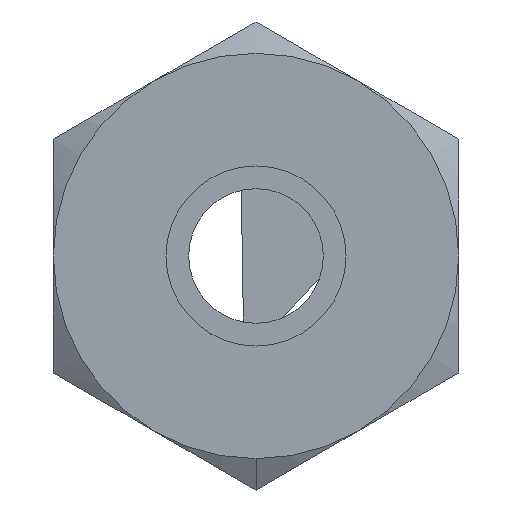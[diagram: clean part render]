
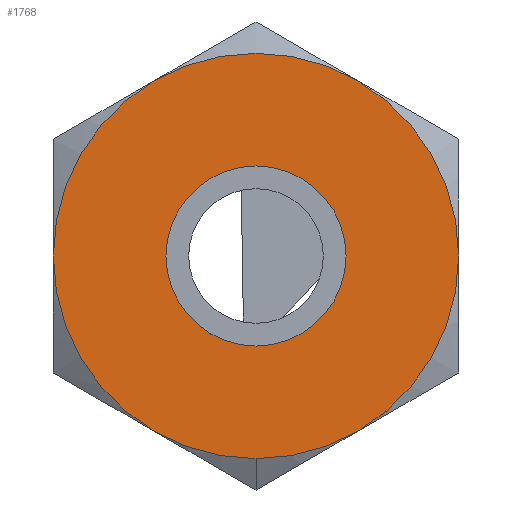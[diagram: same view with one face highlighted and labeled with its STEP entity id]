
A CAD part, left-side view. The second image highlights one B-rep face of the part: STEP entity #1768.
In plain terms, the highlighted planar face has unit normal (-1, 0, 0).
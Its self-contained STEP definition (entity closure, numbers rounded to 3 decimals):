
#1276 = EDGE_CURVE ( 'NONE', #11886, #9424, #17193, .T. ) ;
#1703 = ORIENTED_EDGE ( 'NONE', *, *, #1276, .T. ) ;
#1718 = EDGE_LOOP ( 'NONE', ( #1791, #1788 ) ) ;
#1720 = EDGE_LOOP ( 'NONE', ( #1703, #1844 ) ) ;
#1768 = ADVANCED_FACE ( 'NONE', ( #17357, #17353 ), #17356, .T. ) ;
#1785 = EDGE_CURVE ( 'NONE', #9424, #11886, #17354, .T. ) ;
#1786 = EDGE_CURVE ( 'NONE', #22343, #22543, #17388, .T. ) ;
#1788 = ORIENTED_EDGE ( 'NONE', *, *, #22595, .T. ) ;
#1791 = ORIENTED_EDGE ( 'NONE', *, *, #1786, .T. ) ;
#1844 = ORIENTED_EDGE ( 'NONE', *, *, #1785, .T. ) ;
#3076 = CARTESIAN_POINT ( 'NONE',  ( 0., 0., -7.144 ) ) ;
#3166 = CARTESIAN_POINT ( 'NONE',  ( 0., 0., 7.144 ) ) ;
#4484 = CIRCLE ( 'NONE', #4582, 3.175 ) ;
#4488 = CARTESIAN_POINT ( 'NONE',  ( 0., 0., 3.175 ) ) ;
#4502 = CARTESIAN_POINT ( 'NONE',  ( 0., 0., -3.175 ) ) ;
#4579 = DIRECTION ( 'NONE',  ( 0., 0., -1. ) ) ;
#4580 = DIRECTION ( 'NONE',  ( 1., 0., 0. ) ) ;
#4581 = CARTESIAN_POINT ( 'NONE',  ( 0., 0., 0. ) ) ;
#4582 = AXIS2_PLACEMENT_3D ( 'NONE', #4581, #4580, #4579 ) ;
#9424 = VERTEX_POINT ( 'NONE', #3076 ) ;
#11886 = VERTEX_POINT ( 'NONE', #3166 ) ;
#17189 = DIRECTION ( 'NONE',  ( -1., 0., 0. ) ) ;
#17193 = CIRCLE ( 'NONE', #17232, 7.144 ) ;
#17228 = DIRECTION ( 'NONE',  ( 0., 0., 1. ) ) ;
#17232 = AXIS2_PLACEMENT_3D ( 'NONE', #17237, #17189, #17228 ) ;
#17237 = CARTESIAN_POINT ( 'NONE',  ( 0., 0., 0. ) ) ;
#17317 = AXIS2_PLACEMENT_3D ( 'NONE', #17415, #17414, #17413 ) ;
#17347 = CARTESIAN_POINT ( 'NONE',  ( 0., 0., 0. ) ) ;
#17350 = AXIS2_PLACEMENT_3D ( 'NONE', #17347, #17418, #17417 ) ;
#17353 = FACE_BOUND ( 'NONE', #1718, .T. ) ;
#17354 = CIRCLE ( 'NONE', #17350, 7.144 ) ;
#17356 = PLANE ( 'NONE',  #17384 ) ;
#17357 = FACE_OUTER_BOUND ( 'NONE', #1720, .T. ) ;
#17384 = AXIS2_PLACEMENT_3D ( 'NONE', #17387, #17386, #17425 ) ;
#17386 = DIRECTION ( 'NONE',  ( -1., 0., 0. ) ) ;
#17387 = CARTESIAN_POINT ( 'NONE',  ( 0., 0., 0. ) ) ;
#17388 = CIRCLE ( 'NONE', #17317, 3.175 ) ;
#17413 = DIRECTION ( 'NONE',  ( 0., 0., -1. ) ) ;
#17414 = DIRECTION ( 'NONE',  ( 1., 0., 0. ) ) ;
#17415 = CARTESIAN_POINT ( 'NONE',  ( 0., 0., 0. ) ) ;
#17417 = DIRECTION ( 'NONE',  ( 0., 0., 1. ) ) ;
#17418 = DIRECTION ( 'NONE',  ( -1., 0., 0. ) ) ;
#17425 = DIRECTION ( 'NONE',  ( 0., 0., 1. ) ) ;
#22343 = VERTEX_POINT ( 'NONE', #4502 ) ;
#22543 = VERTEX_POINT ( 'NONE', #4488 ) ;
#22595 = EDGE_CURVE ( 'NONE', #22543, #22343, #4484, .T. ) ;
